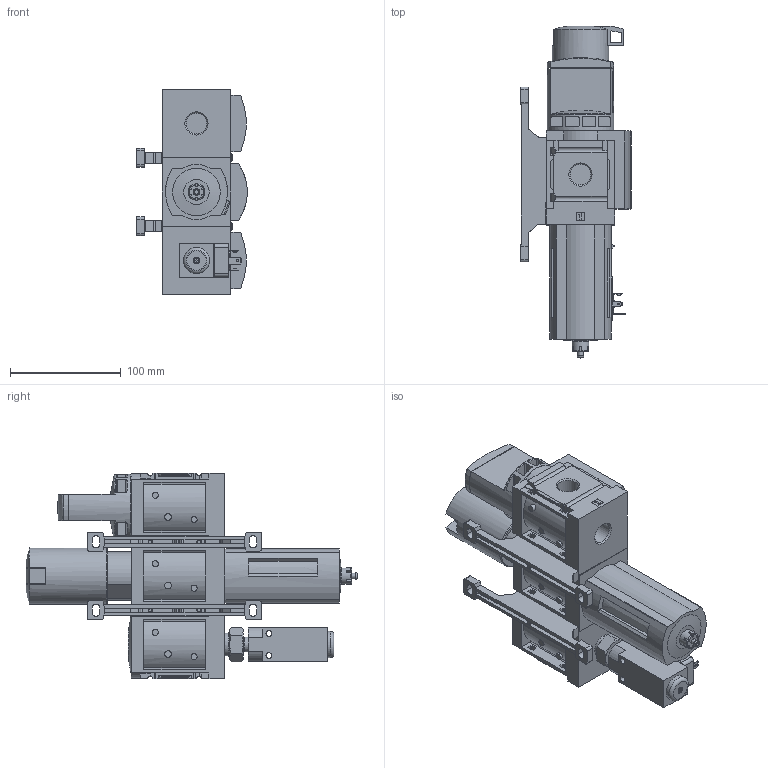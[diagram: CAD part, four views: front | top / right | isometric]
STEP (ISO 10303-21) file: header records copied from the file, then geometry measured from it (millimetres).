
FILE_DESCRIPTION(/* description */ ('STEP AP214'),/* implementation_level */ '2;1');
FILE_NAME(/* name */ '542270_MSB6-1_2_C3J1F3-WP',/* time_stamp */ '2024-09-11T18:29:07+02:00',/* author */ ('License CC BY-ND 4.0'),/* organization */ ('CADENAS'),/* preprocessor_version */ 'ST-DEVELOPER v19.3',/* originating_system */ 'PARTsolutions',/* authorisation */ ' ');
FILE_SCHEMA (('AUTOMOTIVE_DESIGN {1 0 10303 214 3 1 1}'));
Length unit declared in the file: millimetre
Products named in the file (9): 542270 MSB6-1/2:C3J1F3-WP; 541279 MS6-EM1-1/21D; 526490 MS6-LFR-1/2-D7-ERM-AS1D; KOND MS6-1-1; 8134994 MS6-MV-B---(0_p); 532195 MS6-WP---(w); 527676 MS6-FRM-1/2-Y1P1; 534153 ESK-1/4-1/2; 175250 PEV-1/4-B-OD
Assembly tree (10 placements, depth 2):
  542270 MSB6-1/2:C3J1F3-WP
    541279 MS6-EM1-1/21D
    526490 MS6-LFR-1/2-D7-ERM-AS1D
    KOND MS6-1-1
    8134994 MS6-MV-B---(0_p)  x2
    532195 MS6-WP---(w)  x2
    527676 MS6-FRM-1/2-Y1P1
    534153 ESK-1/4-1/2
    175250 PEV-1/4-B-OD
Bounding box: 100.1 x 300.3 x 186 mm (x, y, z)
Volume: 1628162.6 mm3; surface area: 228287.9 mm2
Topology: 10 solids, 10 shells, 1383 faces, 3760 edges, 2465 vertices
Faces by surface type: plane 973, cylinder 318, cone 63, torus 23, sphere 6
Full cylindrical faces by diameter (mm): 1.65 x4, 2.459 x1, 3.242 x4, 3.4 x4, 3.8 x1, 4 x4, 4.6 x4, 5 x2, 5.3 x2, 5.5 x6, 5.6 x1, 6 x4, 7.6 x4, 7.8 x4, 10 x1, 11.445 x1, 13.482 x1, 13.86 x1, 15 x1, 18.631 x9, 21.352 x1, 26 x1, 29 x1, 51 x1, 60 x1
Entity records: 43920 total; most frequent: CARTESIAN_POINT 7088, ORIENTED_EDGE 6360, DIRECTION 6215, EDGE_CURVE 3180, LINE 2345, VECTOR 2345, VERTEX_POINT 2143, AXIS2_PLACEMENT_3D 1935
